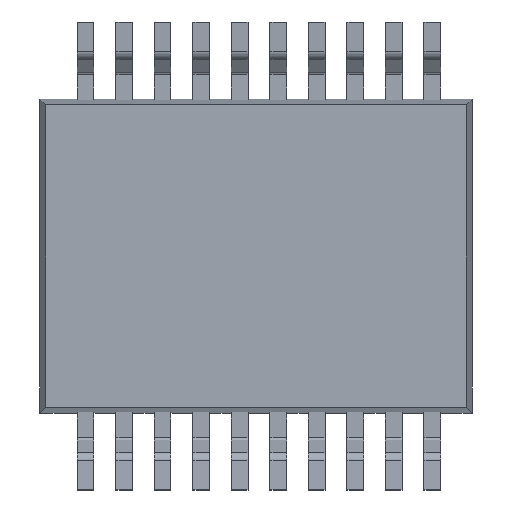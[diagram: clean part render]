
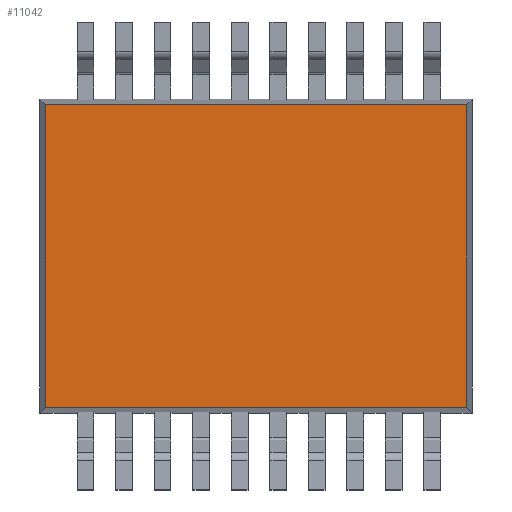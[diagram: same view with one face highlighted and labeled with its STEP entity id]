
A CAD part, top view. The second image highlights one B-rep face of the part: STEP entity #11042.
In plain terms, the highlighted planar face has unit normal (0, 0, 1).
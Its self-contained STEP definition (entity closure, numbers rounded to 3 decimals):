
#5477=DIRECTION('',(0.,1.,0.));
#5478=VECTOR('',#5477,5.1);
#5479=CARTESIAN_POINT('',(3.55,-2.55,-0.1));
#5480=LINE('',#5479,#5478);
#5484=DIRECTION('',(1.,0.,0.));
#5485=VECTOR('',#5484,7.1);
#5486=CARTESIAN_POINT('',(-3.55,-2.55,-0.1));
#5487=LINE('',#5486,#5485);
#5491=DIRECTION('',(0.,-1.,0.));
#5492=VECTOR('',#5491,5.1);
#5493=CARTESIAN_POINT('',(-3.55,2.55,-0.1));
#5494=LINE('',#5493,#5492);
#5498=DIRECTION('',(-1.,0.,0.));
#5499=VECTOR('',#5498,7.1);
#5500=CARTESIAN_POINT('',(3.55,2.55,-0.1));
#5501=LINE('',#5500,#5499);
#5586=CARTESIAN_POINT('',(3.55,-2.55,-0.1));
#5587=CARTESIAN_POINT('',(3.55,2.55,-0.1));
#5588=VERTEX_POINT('',#5586);
#5589=VERTEX_POINT('',#5587);
#5590=CARTESIAN_POINT('',(-3.55,2.55,-0.1));
#5591=VERTEX_POINT('',#5590);
#5592=CARTESIAN_POINT('',(-3.55,-2.55,-0.1));
#5593=VERTEX_POINT('',#5592);
#11030=CARTESIAN_POINT('',(0.,0.,-0.1));
#11031=DIRECTION('',(0.,0.,1.));
#11032=DIRECTION('',(0.,1.,0.));
#11033=AXIS2_PLACEMENT_3D('',#11030,#11031,#11032);
#11034=PLANE('',#11033);
#11035=ORIENTED_EDGE('',*,*,#11009,.F.);
#11036=ORIENTED_EDGE('',*,*,#6752,.F.);
#11038=ORIENTED_EDGE('',*,*,#11037,.F.);
#11039=ORIENTED_EDGE('',*,*,#7449,.F.);
#11040=EDGE_LOOP('',(#11035,#11036,#11038,#11039));
#11041=FACE_OUTER_BOUND('',#11040,.F.);
#11042=ADVANCED_FACE('',(#11041),#11034,.T.);
#6752=EDGE_CURVE('',#5593,#5588,#5487,.T.);
#7449=EDGE_CURVE('',#5589,#5591,#5501,.T.);
#11009=EDGE_CURVE('',#5588,#5589,#5480,.T.);
#11037=EDGE_CURVE('',#5591,#5593,#5494,.T.);
